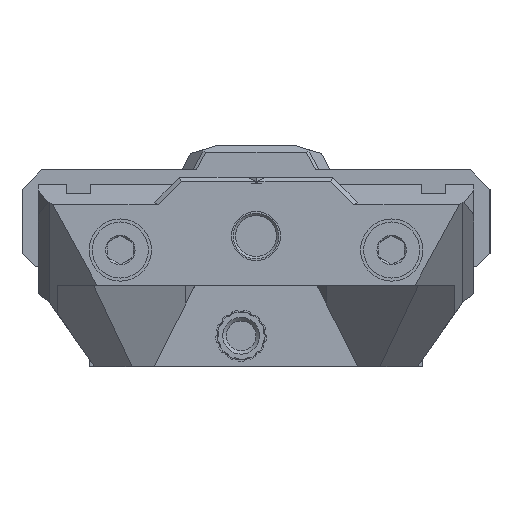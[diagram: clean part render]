
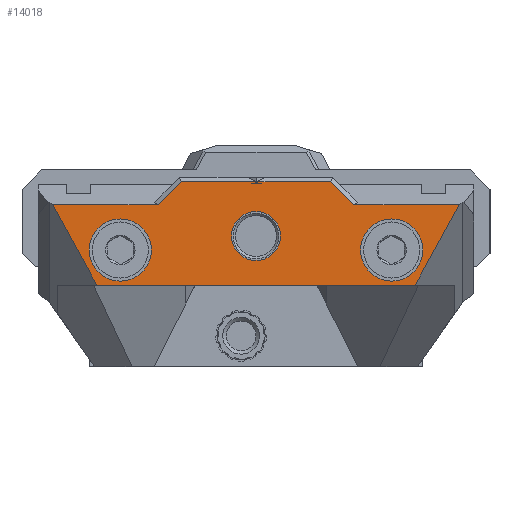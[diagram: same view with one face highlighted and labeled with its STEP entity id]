
A CAD part, front view. The second image highlights one B-rep face of the part: STEP entity #14018.
In plain terms, the highlighted planar face has unit normal (0, -1, 0).
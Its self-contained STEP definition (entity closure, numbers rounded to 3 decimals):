
#849=FACE_BOUND('',#2115,.T.);
#850=FACE_BOUND('',#2116,.T.);
#851=FACE_BOUND('',#2117,.T.);
#916=CIRCLE('',#14916,3.05);
#917=CIRCLE('',#14917,2.4);
#918=CIRCLE('',#14918,3.05);
#1316=FACE_OUTER_BOUND('',#2114,.T.);
#2114=EDGE_LOOP('',(#9715,#9716,#9717,#9718,#9719,#9720,#9721,#9722,#9723,
#9724,#9725,#9726));
#2115=EDGE_LOOP('',(#9727));
#2116=EDGE_LOOP('',(#9728));
#2117=EDGE_LOOP('',(#9729));
#2839=LINE('',#19988,#4189);
#3144=LINE('',#20883,#4494);
#3155=LINE('',#20905,#4505);
#3166=LINE('',#20926,#4516);
#3168=LINE('',#20930,#4518);
#3169=LINE('',#20932,#4519);
#3170=LINE('',#20934,#4520);
#3171=LINE('',#20935,#4521);
#3172=LINE('',#20937,#4522);
#3173=LINE('',#20939,#4523);
#3174=LINE('',#20941,#4524);
#3175=LINE('',#20942,#4525);
#4189=VECTOR('',#16065,10.);
#4494=VECTOR('',#16636,10.);
#4505=VECTOR('',#16649,10.);
#4516=VECTOR('',#16678,10.);
#4518=VECTOR('',#16682,10.);
#4519=VECTOR('',#16683,10.);
#4520=VECTOR('',#16684,10.);
#4521=VECTOR('',#16685,10.);
#4522=VECTOR('',#16686,10.);
#4523=VECTOR('',#16687,10.);
#4524=VECTOR('',#16688,10.);
#4525=VECTOR('',#16689,10.);
#5539=VERTEX_POINT('',#19985);
#5540=VERTEX_POINT('',#19987);
#5813=VERTEX_POINT('',#20881);
#5814=VERTEX_POINT('',#20882);
#5824=VERTEX_POINT('',#20904);
#5825=VERTEX_POINT('',#20925);
#5826=VERTEX_POINT('',#20929);
#5827=VERTEX_POINT('',#20931);
#5828=VERTEX_POINT('',#20933);
#5829=VERTEX_POINT('',#20936);
#5830=VERTEX_POINT('',#20938);
#5831=VERTEX_POINT('',#20940);
#5832=VERTEX_POINT('',#20943);
#5833=VERTEX_POINT('',#20945);
#5834=VERTEX_POINT('',#20947);
#6951=EDGE_CURVE('',#5540,#5539,#2839,.F.);
#7313=EDGE_CURVE('',#5813,#5814,#3144,.T.);
#7324=EDGE_CURVE('',#5814,#5824,#3155,.T.);
#7335=EDGE_CURVE('',#5825,#5813,#3166,.T.);
#7337=EDGE_CURVE('',#5826,#5824,#3168,.T.);
#7338=EDGE_CURVE('',#5827,#5826,#3169,.T.);
#7339=EDGE_CURVE('',#5828,#5827,#3170,.T.);
#7340=EDGE_CURVE('',#5540,#5828,#3171,.T.);
#7341=EDGE_CURVE('',#5539,#5829,#3172,.T.);
#7342=EDGE_CURVE('',#5830,#5829,#3173,.T.);
#7343=EDGE_CURVE('',#5831,#5830,#3174,.T.);
#7344=EDGE_CURVE('',#5825,#5831,#3175,.T.);
#7345=EDGE_CURVE('',#5832,#5832,#916,.T.);
#7346=EDGE_CURVE('',#5833,#5833,#917,.T.);
#7347=EDGE_CURVE('',#5834,#5834,#918,.T.);
#9715=ORIENTED_EDGE('',*,*,#7335,.T.);
#9716=ORIENTED_EDGE('',*,*,#7313,.T.);
#9717=ORIENTED_EDGE('',*,*,#7324,.T.);
#9718=ORIENTED_EDGE('',*,*,#7337,.F.);
#9719=ORIENTED_EDGE('',*,*,#7338,.F.);
#9720=ORIENTED_EDGE('',*,*,#7339,.F.);
#9721=ORIENTED_EDGE('',*,*,#7340,.F.);
#9722=ORIENTED_EDGE('',*,*,#6951,.T.);
#9723=ORIENTED_EDGE('',*,*,#7341,.T.);
#9724=ORIENTED_EDGE('',*,*,#7342,.F.);
#9725=ORIENTED_EDGE('',*,*,#7343,.F.);
#9726=ORIENTED_EDGE('',*,*,#7344,.F.);
#9727=ORIENTED_EDGE('',*,*,#7345,.T.);
#9728=ORIENTED_EDGE('',*,*,#7346,.T.);
#9729=ORIENTED_EDGE('',*,*,#7347,.F.);
#13519=PLANE('',#14915);
#14018=ADVANCED_FACE('',(#1316,#849,#850,#851),#13519,.F.);
#14915=AXIS2_PLACEMENT_3D('',#20928,#16680,#16681);
#14916=AXIS2_PLACEMENT_3D('',#20944,#16690,#16691);
#14917=AXIS2_PLACEMENT_3D('',#20946,#16692,#16693);
#14918=AXIS2_PLACEMENT_3D('',#20948,#16694,#16695);
#16065=DIRECTION('',(-1.,0.,0.));
#16636=DIRECTION('',(-1.,0.,0.));
#16649=DIRECTION('',(0.,0.,1.));
#16678=DIRECTION('',(0.,0.,-1.));
#16680=DIRECTION('center_axis',(0.,1.,0.));
#16681=DIRECTION('ref_axis',(1.,0.,0.));
#16682=DIRECTION('',(1.,0.,0.));
#16683=DIRECTION('',(0.707,0.,0.707));
#16684=DIRECTION('',(1.,0.,0.));
#16685=DIRECTION('',(-0.481,0.,0.877));
#16686=DIRECTION('',(0.481,0.,0.877));
#16687=DIRECTION('',(1.,0.,0.));
#16688=DIRECTION('',(0.707,0.,-0.707));
#16689=DIRECTION('',(1.,0.,0.));
#16690=DIRECTION('center_axis',(0.,1.,0.));
#16691=DIRECTION('ref_axis',(-1.,0.,0.));
#16692=DIRECTION('center_axis',(0.,1.,0.));
#16693=DIRECTION('ref_axis',(1.,0.,0.));
#16694=DIRECTION('center_axis',(0.,-1.,0.));
#16695=DIRECTION('ref_axis',(1.,0.,0.));
#19985=CARTESIAN_POINT('',(22.491,13.083,-24.208));
#19987=CARTESIAN_POINT('',(-8.732,13.083,-24.208));
#19988=CARTESIAN_POINT('',(6.889,13.083,-24.208));
#20881=CARTESIAN_POINT('',(7.067,13.083,-14.257));
#20882=CARTESIAN_POINT('',(6.831,13.083,-14.257));
#20883=CARTESIAN_POINT('',(6.539,13.083,-14.257));
#20904=CARTESIAN_POINT('',(6.831,13.083,-14.057));
#20905=CARTESIAN_POINT('',(6.831,13.083,-17.857));
#20925=CARTESIAN_POINT('',(7.067,13.083,-14.057));
#20926=CARTESIAN_POINT('',(7.067,13.083,-17.857));
#20928=CARTESIAN_POINT('Origin',(6.88,13.083,-21.458));
#20929=CARTESIAN_POINT('',(-0.462,13.083,-14.057));
#20930=CARTESIAN_POINT('',(10.951,13.083,-14.057));
#20931=CARTESIAN_POINT('',(-2.719,13.083,-16.313));
#20932=CARTESIAN_POINT('',(0.031,13.083,-13.563));
#20933=CARTESIAN_POINT('',(-13.067,13.083,-16.313));
#20934=CARTESIAN_POINT('',(-0.72,13.083,-16.313));
#20935=CARTESIAN_POINT('',(-8.167,13.083,-25.236));
#20936=CARTESIAN_POINT('',(26.826,13.083,-16.313));
#20937=CARTESIAN_POINT('',(21.926,13.083,-25.236));
#20938=CARTESIAN_POINT('',(16.479,13.083,-16.313));
#20939=CARTESIAN_POINT('',(14.48,13.083,-16.313));
#20940=CARTESIAN_POINT('',(14.222,13.083,-14.057));
#20941=CARTESIAN_POINT('',(13.728,13.083,-13.563));
#20942=CARTESIAN_POINT('',(10.951,13.083,-14.057));
#20943=CARTESIAN_POINT('',(23.24,13.083,-20.772));
#20944=CARTESIAN_POINT('Origin',(20.19,13.083,-20.772));
#20945=CARTESIAN_POINT('',(4.479,13.083,-19.399));
#20946=CARTESIAN_POINT('Origin',(6.879,13.083,-19.399));
#20947=CARTESIAN_POINT('',(-9.481,13.083,-20.772));
#20948=CARTESIAN_POINT('Origin',(-6.431,13.083,-20.772));
